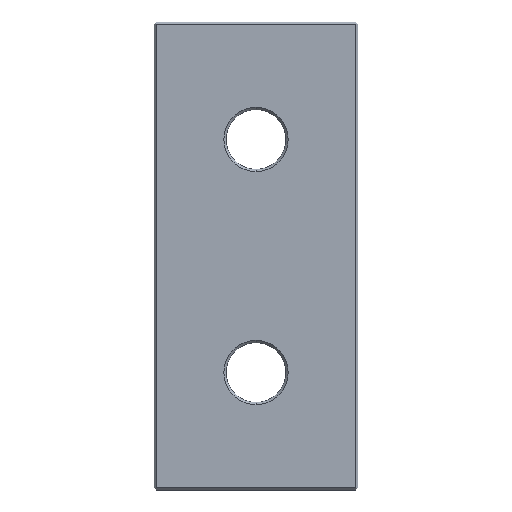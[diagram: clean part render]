
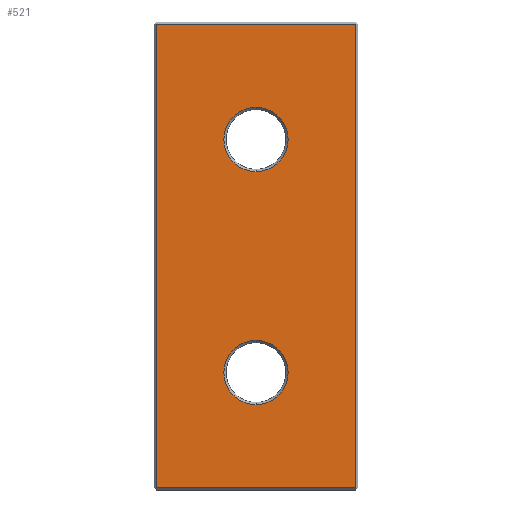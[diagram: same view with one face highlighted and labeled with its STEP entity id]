
A CAD part, front view. The second image highlights one B-rep face of the part: STEP entity #521.
In plain terms, the highlighted planar face has unit normal (0, -1, 0).
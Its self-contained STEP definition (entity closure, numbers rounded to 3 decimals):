
#2 = DIRECTION ( 'NONE',  ( 0., 0., 1. ) ) ;
#18 = VERTEX_POINT ( 'NONE', #679 ) ;
#31 = CARTESIAN_POINT ( 'NONE',  ( -10.863, 0., 25.5 ) ) ;
#77 = VERTEX_POINT ( 'NONE', #709 ) ;
#82 = EDGE_LOOP ( 'NONE', ( #875, #99, #587, #404 ) ) ;
#99 = ORIENTED_EDGE ( 'NONE', *, *, #721, .T. ) ;
#110 = AXIS2_PLACEMENT_3D ( 'NONE', #113, #745, #437 ) ;
#113 = CARTESIAN_POINT ( 'NONE',  ( 0., 0., -12.7 ) ) ;
#119 = VERTEX_POINT ( 'NONE', #893 ) ;
#134 = DIRECTION ( 'NONE',  ( 0., 0., 1. ) ) ;
#148 = CARTESIAN_POINT ( 'NONE',  ( 0., 0., 16.2 ) ) ;
#155 = VERTEX_POINT ( 'NONE', #579 ) ;
#182 = EDGE_CURVE ( 'NONE', #353, #119, #978, .T. ) ;
#205 = CARTESIAN_POINT ( 'NONE',  ( -11.113, 0., 25.25 ) ) ;
#226 = LINE ( 'NONE', #467, #1023 ) ;
#249 = ORIENTED_EDGE ( 'NONE', *, *, #324, .T. ) ;
#257 = CIRCLE ( 'NONE', #489, 3.5 ) ;
#270 = ORIENTED_EDGE ( 'NONE', *, *, #386, .T. ) ;
#276 = CARTESIAN_POINT ( 'NONE',  ( 0., 0., -12.7 ) ) ;
#291 = VECTOR ( 'NONE', #998, 1000. ) ;
#308 = DIRECTION ( 'NONE',  ( 0., 0., 1. ) ) ;
#324 = EDGE_CURVE ( 'NONE', #18, #77, #801, .T. ) ;
#353 = VERTEX_POINT ( 'NONE', #919 ) ;
#386 = EDGE_CURVE ( 'NONE', #155, #470, #574, .T. ) ;
#404 = ORIENTED_EDGE ( 'NONE', *, *, #715, .T. ) ;
#425 = AXIS2_PLACEMENT_3D ( 'NONE', #276, #685, #758 ) ;
#437 = DIRECTION ( 'NONE',  ( 0., 0., 1. ) ) ;
#449 = EDGE_CURVE ( 'NONE', #510, #694, #226, .T. ) ;
#467 = CARTESIAN_POINT ( 'NONE',  ( 10.863, 0., 25.5 ) ) ;
#470 = VERTEX_POINT ( 'NONE', #148 ) ;
#473 = CIRCLE ( 'NONE', #110, 3.5 ) ;
#489 = AXIS2_PLACEMENT_3D ( 'NONE', #841, #522, #134 ) ;
#494 = DIRECTION ( 'NONE',  ( 0., 1., 0. ) ) ;
#510 = VERTEX_POINT ( 'NONE', #711 ) ;
#521 = ADVANCED_FACE ( 'NONE', ( #631, #871, #554 ), #537, .F. ) ;
#522 = DIRECTION ( 'NONE',  ( 0., 1., 0. ) ) ;
#537 = PLANE ( 'NONE',  #993 ) ;
#554 = FACE_OUTER_BOUND ( 'NONE', #82, .T. ) ;
#565 = EDGE_CURVE ( 'NONE', #77, #18, #473, .T. ) ;
#568 = DIRECTION ( 'NONE',  ( 0., 0., -1. ) ) ;
#574 = CIRCLE ( 'NONE', #655, 3.5 ) ;
#579 = CARTESIAN_POINT ( 'NONE',  ( 0., 0., 9.2 ) ) ;
#586 = EDGE_CURVE ( 'NONE', #470, #155, #257, .T. ) ;
#587 = ORIENTED_EDGE ( 'NONE', *, *, #182, .T. ) ;
#631 = FACE_BOUND ( 'NONE', #692, .T. ) ;
#655 = AXIS2_PLACEMENT_3D ( 'NONE', #937, #1028, #308 ) ;
#674 = CARTESIAN_POINT ( 'NONE',  ( 10.863, 0., 25.25 ) ) ;
#677 = CARTESIAN_POINT ( 'NONE',  ( -11.113, 0., -25.25 ) ) ;
#679 = CARTESIAN_POINT ( 'NONE',  ( 0., 0., -16.2 ) ) ;
#685 = DIRECTION ( 'NONE',  ( 0., 1., 0. ) ) ;
#692 = EDGE_LOOP ( 'NONE', ( #270, #813 ) ) ;
#694 = VERTEX_POINT ( 'NONE', #674 ) ;
#709 = CARTESIAN_POINT ( 'NONE',  ( 0., 0., -9.2 ) ) ;
#711 = CARTESIAN_POINT ( 'NONE',  ( 10.863, 0., -25.25 ) ) ;
#715 = EDGE_CURVE ( 'NONE', #119, #510, #830, .T. ) ;
#721 = EDGE_CURVE ( 'NONE', #694, #353, #917, .T. ) ;
#730 = DIRECTION ( 'NONE',  ( 1., 0., 0. ) ) ;
#745 = DIRECTION ( 'NONE',  ( 0., 1., 0. ) ) ;
#758 = DIRECTION ( 'NONE',  ( 0., 0., 1. ) ) ;
#776 = CARTESIAN_POINT ( 'NONE',  ( -11.113, 0., 25.5 ) ) ;
#801 = CIRCLE ( 'NONE', #425, 3.5 ) ;
#813 = ORIENTED_EDGE ( 'NONE', *, *, #586, .T. ) ;
#830 = LINE ( 'NONE', #677, #291 ) ;
#835 = DIRECTION ( 'NONE',  ( -1., 0., 0. ) ) ;
#841 = CARTESIAN_POINT ( 'NONE',  ( 0., 0., 12.7 ) ) ;
#849 = EDGE_LOOP ( 'NONE', ( #249, #944 ) ) ;
#869 = VECTOR ( 'NONE', #835, 1000. ) ;
#871 = FACE_BOUND ( 'NONE', #849, .T. ) ;
#875 = ORIENTED_EDGE ( 'NONE', *, *, #449, .T. ) ;
#893 = CARTESIAN_POINT ( 'NONE',  ( -10.863, 0., -25.25 ) ) ;
#917 = LINE ( 'NONE', #205, #869 ) ;
#919 = CARTESIAN_POINT ( 'NONE',  ( -10.863, 0., 25.25 ) ) ;
#920 = VECTOR ( 'NONE', #568, 1000. ) ;
#937 = CARTESIAN_POINT ( 'NONE',  ( 0., 0., 12.7 ) ) ;
#944 = ORIENTED_EDGE ( 'NONE', *, *, #565, .T. ) ;
#978 = LINE ( 'NONE', #31, #920 ) ;
#993 = AXIS2_PLACEMENT_3D ( 'NONE', #776, #494, #730 ) ;
#998 = DIRECTION ( 'NONE',  ( 1., 0., 0. ) ) ;
#1023 = VECTOR ( 'NONE', #2, 1000. ) ;
#1028 = DIRECTION ( 'NONE',  ( 0., 1., 0. ) ) ;
